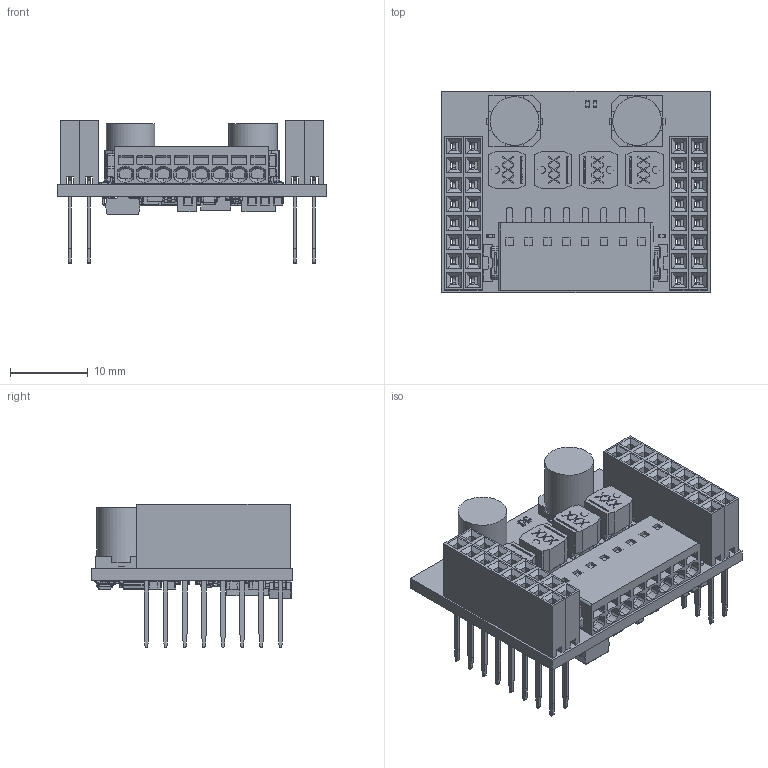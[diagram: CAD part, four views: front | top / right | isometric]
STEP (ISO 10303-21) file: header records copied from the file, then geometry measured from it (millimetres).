
FILE_DESCRIPTION(('FreeCAD Model'),'2;1');
FILE_NAME('Open CASCADE Shape Model','2025-05-03T03:57:33',('FreeCAD'),( 'FreeCAD'),'Open CASCADE STEP processor 7.6','FreeCAD','Unknown');
FILE_SCHEMA(('AUTOMOTIVE_DESIGN { 1 0 10303 214 1 1 1 1 }'));
Products named in the file (1): Open CASCADE STEP translator 7.6 1
Bounding box: 34.54 x 25.87 x 18.42 mm (x, y, z)
Volume: 4509.3 mm3; surface area: 9804 mm2
Topology: 203 solids, 205 shells, 7892 faces, 19903 edges, 12304 vertices
Faces by surface type: bspline 7892
Entity records: 241412 total; most frequent: CARTESIAN_POINT 124023, ORIENTED_EDGE 39276, EDGE_CURVE 19639, B_SPLINE_CURVE_WITH_KNOTS 16029, VERTEX_POINT 12304, FACE_BOUND 8169, EDGE_LOOP 8169, ADVANCED_FACE 7892
